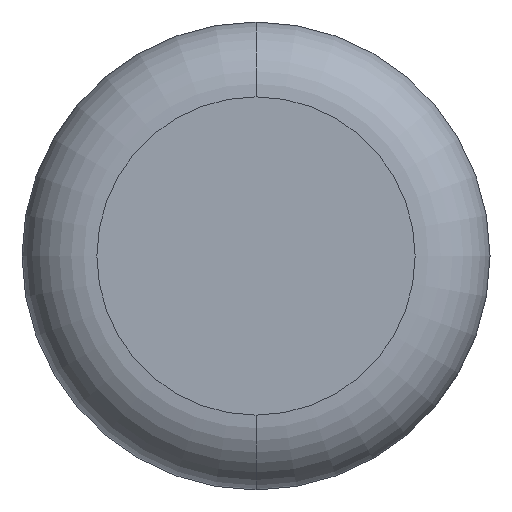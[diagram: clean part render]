
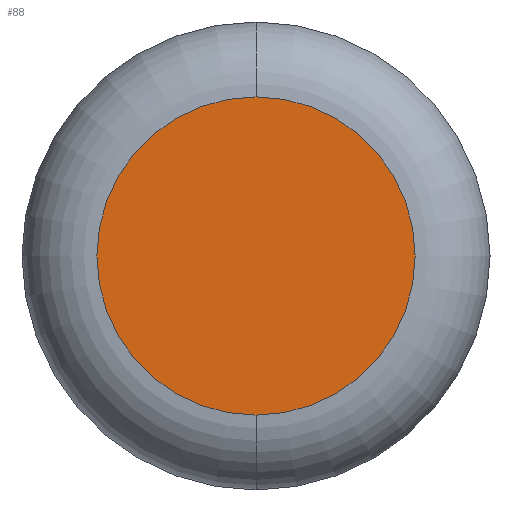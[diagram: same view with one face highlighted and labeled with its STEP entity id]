
A CAD part, front view. The second image highlights one B-rep face of the part: STEP entity #88.
In plain terms, the highlighted planar face has unit normal (0, -1, 0).
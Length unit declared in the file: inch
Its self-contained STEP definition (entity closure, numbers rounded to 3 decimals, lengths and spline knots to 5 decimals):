
#13 = DIRECTION ( 'NONE',  ( 0., -1., 0. ) ) ;
#54 = AXIS2_PLACEMENT_3D ( 'NONE', #365, #109, #71 ) ;
#71 = DIRECTION ( 'NONE',  ( 0., 0., -1. ) ) ;
#88 = ADVANCED_FACE ( 'NONE', ( #286 ), #257, .T. ) ;
#109 = DIRECTION ( 'NONE',  ( 0., -1., 0. ) ) ;
#113 = EDGE_CURVE ( 'NONE', #451, #350, #438, .T. ) ;
#124 = CARTESIAN_POINT ( 'NONE',  ( 0., 0., 0.06375 ) ) ;
#133 = CARTESIAN_POINT ( 'NONE',  ( 0., 0., 0. ) ) ;
#173 = EDGE_CURVE ( 'NONE', #350, #451, #390, .T. ) ;
#177 = DIRECTION ( 'NONE',  ( 0., 0., -1. ) ) ;
#221 = DIRECTION ( 'NONE',  ( 0., 0., -1. ) ) ;
#230 = CARTESIAN_POINT ( 'NONE',  ( 0., 0., -0.06375 ) ) ;
#257 = PLANE ( 'NONE',  #372 ) ;
#286 = FACE_OUTER_BOUND ( 'NONE', #289, .T. ) ;
#289 = EDGE_LOOP ( 'NONE', ( #526, #481 ) ) ;
#350 = VERTEX_POINT ( 'NONE', #124 ) ;
#365 = CARTESIAN_POINT ( 'NONE',  ( 0., 0., 0. ) ) ;
#372 = AXIS2_PLACEMENT_3D ( 'NONE', #133, #448, #221 ) ;
#384 = CARTESIAN_POINT ( 'NONE',  ( 0., 0., 0. ) ) ;
#390 = CIRCLE ( 'NONE', #54, 0.06375 ) ;
#438 = CIRCLE ( 'NONE', #521, 0.06375 ) ;
#448 = DIRECTION ( 'NONE',  ( 0., -1., 0. ) ) ;
#451 = VERTEX_POINT ( 'NONE', #230 ) ;
#481 = ORIENTED_EDGE ( 'NONE', *, *, #173, .T. ) ;
#521 = AXIS2_PLACEMENT_3D ( 'NONE', #384, #13, #177 ) ;
#526 = ORIENTED_EDGE ( 'NONE', *, *, #113, .T. ) ;
